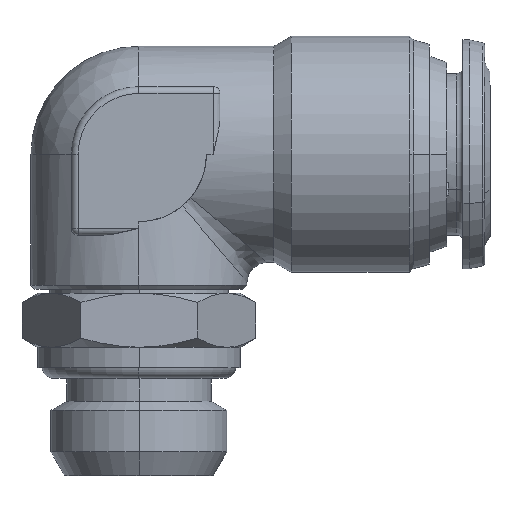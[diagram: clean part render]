
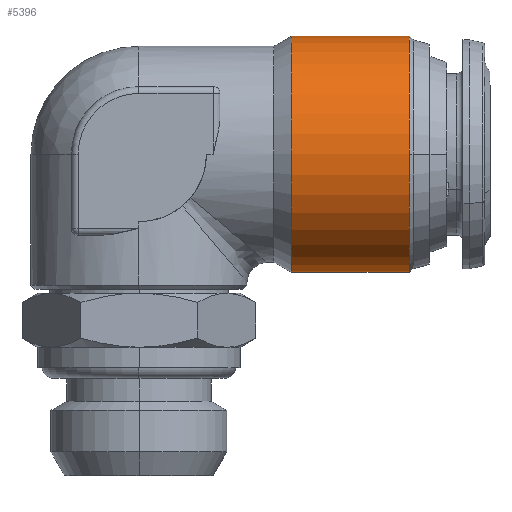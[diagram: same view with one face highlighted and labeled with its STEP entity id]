
A CAD part, top view. The second image highlights one B-rep face of the part: STEP entity #5396.
In plain terms, the highlighted cylindrical face has radius 8.75 mm (diameter 17.5 mm), a partial arc.
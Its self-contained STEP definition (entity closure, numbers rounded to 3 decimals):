
#302 = CARTESIAN_POINT ( 'NONE',  ( 20.022, 22.4, 0. ) ) ;
#303 = DIRECTION ( 'NONE',  ( -1., 0., 0. ) ) ;
#304 = DIRECTION ( 'NONE',  ( 0., 0., 1. ) ) ;
#335 = CARTESIAN_POINT ( 'NONE',  ( 11.299, 22.4, 0. ) ) ;
#336 = DIRECTION ( 'NONE',  ( 1., 0., 0. ) ) ;
#337 = DIRECTION ( 'NONE',  ( 0., 1., 0. ) ) ;
#402 = CARTESIAN_POINT ( 'NONE',  ( 22.4, 31.15, 0. ) ) ;
#405 = CARTESIAN_POINT ( 'NONE',  ( 22.4, 13.65, 0. ) ) ;
#406 = DIRECTION ( 'NONE',  ( 1., 0., 0. ) ) ;
#417 = DIRECTION ( 'NONE',  ( 1., 0., 0. ) ) ;
#419 = CARTESIAN_POINT ( 'NONE',  ( 20.022, 22.4, 0. ) ) ;
#420 = DIRECTION ( 'NONE',  ( -1., 0., 0. ) ) ;
#421 = DIRECTION ( 'NONE',  ( 0., 0., 1. ) ) ;
#847 = CIRCLE ( 'NONE', #3264, 8.75 ) ;
#866 = CIRCLE ( 'NONE', #3272, 8.75 ) ;
#921 = ORIENTED_EDGE ( 'NONE', *, *, #3854, .T. ) ;
#922 = ORIENTED_EDGE ( 'NONE', *, *, #3873, .T. ) ;
#923 = ORIENTED_EDGE ( 'NONE', *, *, #3874, .T. ) ;
#924 = ORIENTED_EDGE ( 'NONE', *, *, #3842, .T. ) ;
#925 = ORIENTED_EDGE ( 'NONE', *, *, #3875, .F. ) ;
#1048 = EDGE_LOOP ( 'NONE', ( #921, #922, #923, #924, #925 ) ) ;
#1899 = LINE ( 'NONE', #405, #1902 ) ;
#1902 = VECTOR ( 'NONE', #417, 1000. ) ;
#1904 = CIRCLE ( 'NONE', #3274, 8.75 ) ;
#1905 = LINE ( 'NONE', #402, #1907 ) ;
#1907 = VECTOR ( 'NONE', #406, 1000. ) ;
#2628 = CARTESIAN_POINT ( 'NONE',  ( 22.4, 22.4, 0. ) ) ;
#2629 = DIRECTION ( 'NONE',  ( 1., 0., 0. ) ) ;
#2637 = DIRECTION ( 'NONE',  ( 0., 1., 0. ) ) ;
#3264 = AXIS2_PLACEMENT_3D ( 'NONE', #302, #303, #304 ) ;
#3272 = AXIS2_PLACEMENT_3D ( 'NONE', #335, #336, #337 ) ;
#3274 = AXIS2_PLACEMENT_3D ( 'NONE', #419, #420, #421 ) ;
#3611 = CARTESIAN_POINT ( 'NONE',  ( 20.022, 31.15, 0. ) ) ;
#3615 = CARTESIAN_POINT ( 'NONE',  ( 20.022, 22.4, 8.75 ) ) ;
#3724 = CARTESIAN_POINT ( 'NONE',  ( 11.299, 31.15, 0. ) ) ;
#3761 = CARTESIAN_POINT ( 'NONE',  ( 20.022, 13.65, 0. ) ) ;
#3768 = CARTESIAN_POINT ( 'NONE',  ( 11.299, 13.65, 0. ) ) ;
#3842 = EDGE_CURVE ( 'NONE', #5528, #5524, #847, .T. ) ;
#3854 = EDGE_CURVE ( 'NONE', #5637, #5681, #866, .T. ) ;
#3873 = EDGE_CURVE ( 'NONE', #5681, #5674, #1899, .T. ) ;
#3874 = EDGE_CURVE ( 'NONE', #5674, #5528, #1904, .T. ) ;
#3875 = EDGE_CURVE ( 'NONE', #5637, #5524, #1905, .T. ) ;
#4421 = FACE_OUTER_BOUND ( 'NONE', #1048, .T. ) ;
#4426 = CYLINDRICAL_SURFACE ( 'NONE', #4713, 8.75 ) ;
#4713 = AXIS2_PLACEMENT_3D ( 'NONE', #2628, #2629, #2637 ) ;
#5396 = ADVANCED_FACE ( 'NONE', ( #4421 ), #4426, .T. ) ;
#5524 = VERTEX_POINT ( 'NONE', #3611 ) ;
#5528 = VERTEX_POINT ( 'NONE', #3615 ) ;
#5637 = VERTEX_POINT ( 'NONE', #3724 ) ;
#5674 = VERTEX_POINT ( 'NONE', #3761 ) ;
#5681 = VERTEX_POINT ( 'NONE', #3768 ) ;
